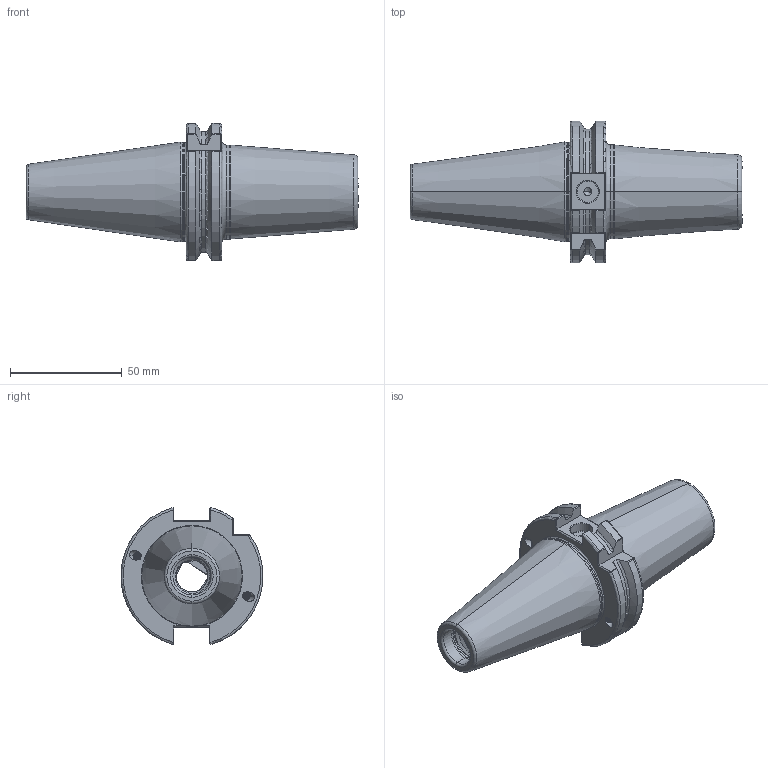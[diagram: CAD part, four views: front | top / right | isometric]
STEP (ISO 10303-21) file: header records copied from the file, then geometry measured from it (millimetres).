
FILE_DESCRIPTION (( 'STEP AP203' ), '1' );
FILE_NAME ('403.70.20.K.STEP', '2016-11-15T06:21:20', ( '' ), ( '' ), 'SwSTEP 2.0', 'SolidWorks 2012', '' );
FILE_SCHEMA (( 'CONFIG_CONTROL_DESIGN' ));
Length unit declared in the file: millimetre
Products named in the file (1): 403.70.20.K
Bounding box: 148.4 x 63.39 x 61.24 mm (x, y, z)
Volume: 146575.5 mm3; surface area: 34797.8 mm2
Topology: 1 solids, 1 shells, 336 faces, 939 edges, 591 vertices
Faces by surface type: cylinder 185, cone 49, plane 47, torus 34, bspline 21
Entity records: 20788 total; most frequent: CARTESIAN_POINT 13281, ORIENTED_EDGE 1850, DIRECTION 1268, EDGE_CURVE 925, VERTEX_POINT 591, AXIS2_PLACEMENT_3D 486, EDGE_LOOP 350, ADVANCED_FACE 336
